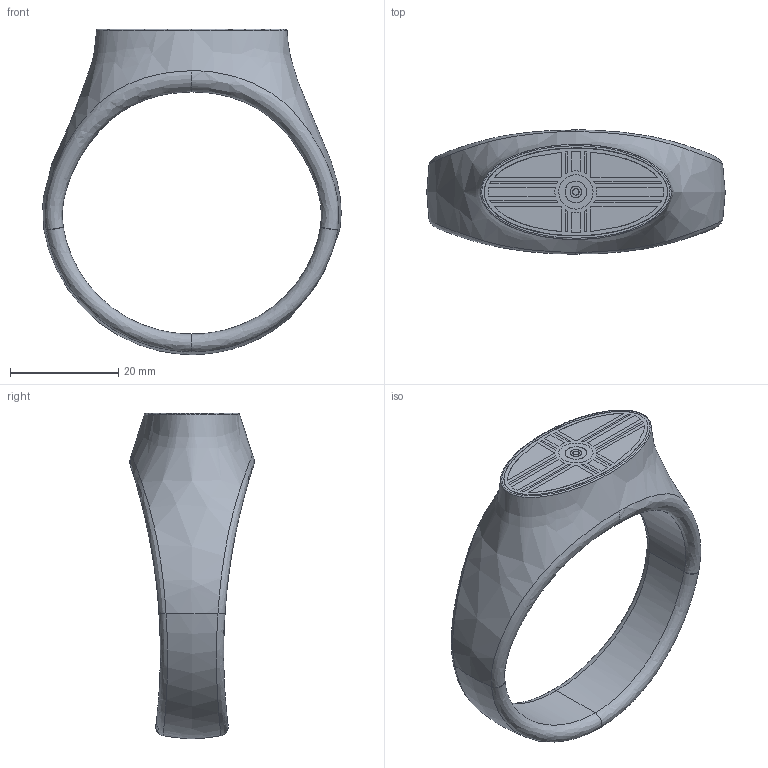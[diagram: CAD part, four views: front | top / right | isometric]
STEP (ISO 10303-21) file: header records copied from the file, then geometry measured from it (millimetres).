
FILE_DESCRIPTION(('FreeCAD Model'),'2;1');
FILE_NAME('Open CASCADE Shape Model','2025-04-27T18:24:59',('FreeCAD'),( 'FreeCAD'),'Open CASCADE STEP processor 7.6','FreeCAD','Unknown');
FILE_SCHEMA(('AUTOMOTIVE_DESIGN { 1 0 10303 214 1 1 1 1 }'));
Length unit declared in the file: millimetre
Products named in the file (1): Open CASCADE STEP translator 7.6 1
Bounding box: 55.11 x 22.98 x 60.05 mm (x, y, z)
Volume: 14339.6 mm3; surface area: 6761.8 mm2
Topology: 4 solids, 4 shells, 187 faces, 516 edges, 355 vertices
Faces by surface type: bspline 187
Entity records: 8650 total; most frequent: CARTESIAN_POINT 5489, ORIENTED_EDGE 1030, EDGE_CURVE 515, B_SPLINE_CURVE_WITH_KNOTS 417, VERTEX_POINT 355, FACE_BOUND 244, EDGE_LOOP 244, ADVANCED_FACE 187
